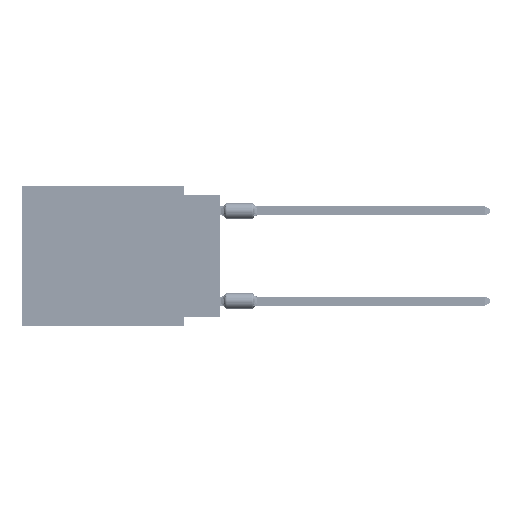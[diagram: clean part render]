
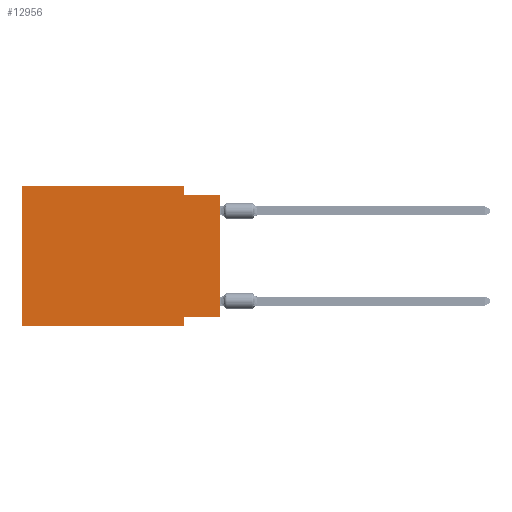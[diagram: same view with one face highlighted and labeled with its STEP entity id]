
A CAD part, left-side view. The second image highlights one B-rep face of the part: STEP entity #12956.
In plain terms, the highlighted planar face has unit normal (-1, 0, 0).
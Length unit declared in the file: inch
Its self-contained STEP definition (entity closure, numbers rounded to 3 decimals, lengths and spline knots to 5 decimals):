
#1709 = LINE ( 'NONE', #70237, #31641 ) ;
#5212 = DIRECTION ( 'NONE',  ( 0., 0., 1. ) ) ;
#5310 = DIRECTION ( 'NONE',  ( 0., -1., 0. ) ) ;
#5699 = VECTOR ( 'NONE', #11695, 39.37008 ) ;
#8968 = LINE ( 'NONE', #14899, #26762 ) ;
#9925 = EDGE_CURVE ( 'NONE', #62500, #72117, #63495, .T. ) ;
#10502 = LINE ( 'NONE', #16050, #40062 ) ;
#11687 = VERTEX_POINT ( 'NONE', #72603 ) ;
#11695 = DIRECTION ( 'NONE',  ( 0., -1., 0. ) ) ;
#12089 = VERTEX_POINT ( 'NONE', #24443 ) ;
#12956 = ADVANCED_FACE ( 'NONE', ( #31337 ), #20199, .F. ) ;
#13907 = DIRECTION ( 'NONE',  ( 0., 0., -1. ) ) ;
#14899 = CARTESIAN_POINT ( 'NONE',  ( 0., 0.55, -0.39 ) ) ;
#15190 = CARTESIAN_POINT ( 'NONE',  ( 0., 0.1, 0. ) ) ;
#16050 = CARTESIAN_POINT ( 'NONE',  ( 0., 0., 0. ) ) ;
#16457 = VECTOR ( 'NONE', #5212, 39.37008 ) ;
#17563 = ORIENTED_EDGE ( 'NONE', *, *, #28510, .F. ) ;
#19077 = LINE ( 'NONE', #41686, #19691 ) ;
#19350 = DIRECTION ( 'NONE',  ( 0., 0., -1. ) ) ;
#19471 = DIRECTION ( 'NONE',  ( 1., 0., 0. ) ) ;
#19691 = VECTOR ( 'NONE', #13907, 39.37008 ) ;
#20093 = DIRECTION ( 'NONE',  ( 0., -1., 0. ) ) ;
#20199 = PLANE ( 'NONE',  #61463 ) ;
#21953 = VERTEX_POINT ( 'NONE', #62928 ) ;
#24443 = CARTESIAN_POINT ( 'NONE',  ( 0., 0.55, 0. ) ) ;
#25535 = VECTOR ( 'NONE', #5310, 39.37008 ) ;
#26762 = VECTOR ( 'NONE', #20093, 39.37008 ) ;
#28510 = EDGE_CURVE ( 'NONE', #21953, #46915, #19077, .T. ) ;
#30081 = EDGE_CURVE ( 'NONE', #48875, #46915, #8968, .T. ) ;
#30131 = LINE ( 'NONE', #35705, #42741 ) ;
#31337 = FACE_OUTER_BOUND ( 'NONE', #43447, .T. ) ;
#31641 = VECTOR ( 'NONE', #52476, 39.37008 ) ;
#35705 = CARTESIAN_POINT ( 'NONE',  ( 0., 0.1, 0. ) ) ;
#37252 = CARTESIAN_POINT ( 'NONE',  ( 0., 0.55, 0. ) ) ;
#39394 = ORIENTED_EDGE ( 'NONE', *, *, #30081, .T. ) ;
#40062 = VECTOR ( 'NONE', #73094, 39.37008 ) ;
#40962 = CARTESIAN_POINT ( 'NONE',  ( 0., 0.1, -0.39 ) ) ;
#41686 = CARTESIAN_POINT ( 'NONE',  ( 0., 0.1, -0.39 ) ) ;
#42369 = CARTESIAN_POINT ( 'NONE',  ( 0., 0., -0.025 ) ) ;
#42741 = VECTOR ( 'NONE', #19350, 39.37008 ) ;
#43447 = EDGE_LOOP ( 'NONE', ( #67847, #72256, #68251, #60160, #57099, #39394, #17563, #71862 ) ) ;
#44213 = LINE ( 'NONE', #71981, #25535 ) ;
#45439 = EDGE_CURVE ( 'NONE', #12089, #55364, #44213, .T. ) ;
#45755 = CARTESIAN_POINT ( 'NONE',  ( 0., 0., -0.025 ) ) ;
#46915 = VERTEX_POINT ( 'NONE', #40962 ) ;
#48875 = VERTEX_POINT ( 'NONE', #64238 ) ;
#52476 = DIRECTION ( 'NONE',  ( 0., 1., 0. ) ) ;
#55364 = VERTEX_POINT ( 'NONE', #15190 ) ;
#55756 = EDGE_CURVE ( 'NONE', #11687, #21953, #1709, .T. ) ;
#56326 = CARTESIAN_POINT ( 'NONE',  ( 0., 0.55, 0. ) ) ;
#57099 = ORIENTED_EDGE ( 'NONE', *, *, #58090, .F. ) ;
#57767 = EDGE_CURVE ( 'NONE', #11687, #72117, #10502, .T. ) ;
#58090 = EDGE_CURVE ( 'NONE', #48875, #12089, #72613, .T. ) ;
#58608 = CARTESIAN_POINT ( 'NONE',  ( 0., 0.1, -0.025 ) ) ;
#59812 = DIRECTION ( 'NONE',  ( 0., 0., -1. ) ) ;
#60160 = ORIENTED_EDGE ( 'NONE', *, *, #45439, .F. ) ;
#61463 = AXIS2_PLACEMENT_3D ( 'NONE', #37252, #19471, #59812 ) ;
#62500 = VERTEX_POINT ( 'NONE', #58608 ) ;
#62618 = EDGE_CURVE ( 'NONE', #55364, #62500, #30131, .T. ) ;
#62928 = CARTESIAN_POINT ( 'NONE',  ( 0., 0.1, -0.365 ) ) ;
#63495 = LINE ( 'NONE', #45755, #5699 ) ;
#64238 = CARTESIAN_POINT ( 'NONE',  ( 0., 0.55, -0.39 ) ) ;
#67847 = ORIENTED_EDGE ( 'NONE', *, *, #57767, .T. ) ;
#68251 = ORIENTED_EDGE ( 'NONE', *, *, #62618, .F. ) ;
#70237 = CARTESIAN_POINT ( 'NONE',  ( 0., 0., -0.365 ) ) ;
#71862 = ORIENTED_EDGE ( 'NONE', *, *, #55756, .F. ) ;
#71981 = CARTESIAN_POINT ( 'NONE',  ( 0., 0.55, 0. ) ) ;
#72117 = VERTEX_POINT ( 'NONE', #42369 ) ;
#72256 = ORIENTED_EDGE ( 'NONE', *, *, #9925, .F. ) ;
#72603 = CARTESIAN_POINT ( 'NONE',  ( 0., 0., -0.365 ) ) ;
#72613 = LINE ( 'NONE', #56326, #16457 ) ;
#73094 = DIRECTION ( 'NONE',  ( 0., 0., 1. ) ) ;
